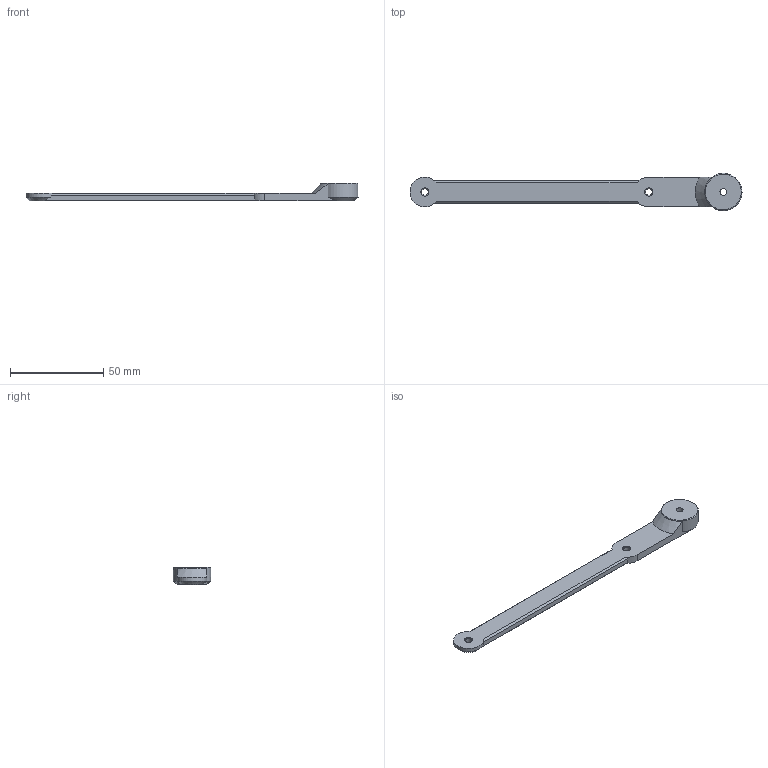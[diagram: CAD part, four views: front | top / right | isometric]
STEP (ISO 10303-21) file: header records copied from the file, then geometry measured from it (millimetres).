
FILE_DESCRIPTION(('STEP AP242'), '1');
FILE_NAME('?????', '', ('UNSPECIFIED'), ('UNSPECIFIED'), 'C3D Converter', 'C3D Toolkit', '');
FILE_SCHEMA(('AP242_MANAGED_MODEL_BASED_3D_ENGINEERING_MIM_LF { 1 0 10303 442 1 1 4 }'));
Length unit declared in the file: millimetre
Bounding box: 177.97 x 19.99 x 9.45 mm (x, y, z)
Volume: 10906.7 mm3; surface area: 6457.1 mm2
Topology: 1 solids, 1 shells, 29 faces, 72 edges, 45 vertices
Faces by surface type: plane 11, cone 10, cylinder 8
Full cylindrical faces by diameter (mm): 3.6 x3, 7.6 x1, 20 x1
Entity records: 1082 total; most frequent: CARTESIAN_POINT 399, DIRECTION 132, ORIENTED_EDGE 120, EDGE_CURVE 60, AXIS2_PLACEMENT_3D 56, EDGE_LOOP 47, VERTEX_POINT 45, ADVANCED_FACE 29
